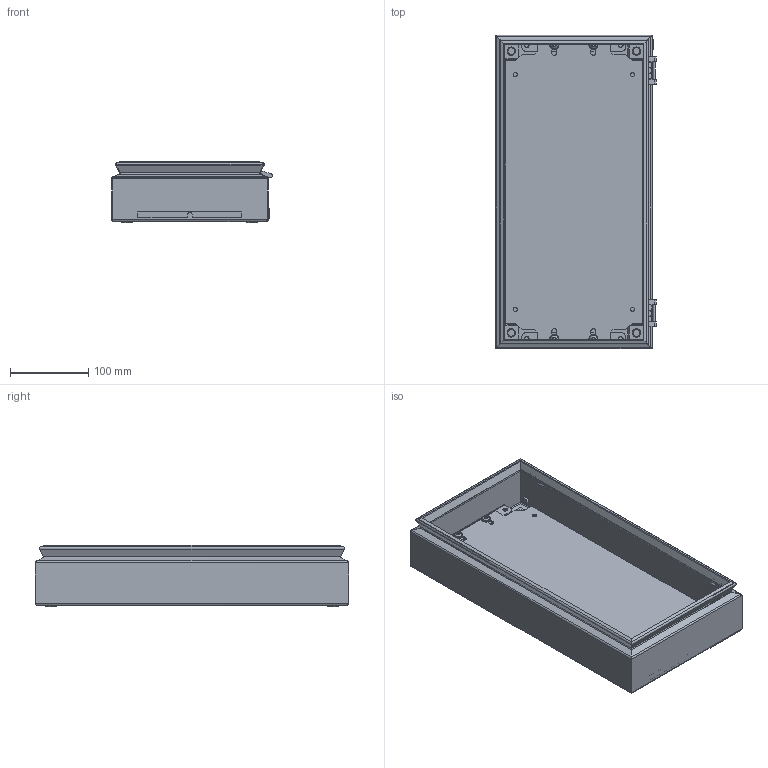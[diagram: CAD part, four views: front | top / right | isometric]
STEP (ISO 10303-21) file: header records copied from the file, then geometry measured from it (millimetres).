
FILE_DESCRIPTION(('FreeCAD Model'),'2;1');
FILE_NAME('Open CASCADE Shape Model','2022-09-07T22:41:46',(''),(''), 'Open CASCADE STEP processor 7.5','FreeCAD','Unknown');
FILE_SCHEMA(('AUTOMOTIVE_DESIGN { 1 0 10303 214 1 1 1 1 }'));
Length unit declared in the file: millimetre
Products named in the file (7): Unnamed; 1547.000_2 (1)001; 1547.000_1 (1); 1547.000_5 (1); 2XXX(1)003; 0000-00075415(1); 1547.000_ST(1)001
Assembly tree (11 placements, depth 2):
  Unnamed
    1547.000_2 (1)001  x2
    1547.000_1 (1)
    1547.000_5 (1)
    2XXX(1)003  x4
    0000-00075415(1)
    1547.000_ST(1)001  x2
Bounding box: 205.5 x 400 x 78 mm (x, y, z)
Volume: 371289.7 mm3; surface area: 513705 mm2
Topology: 11 solids, 11 shells, 573 faces, 1327 edges, 809 vertices
Faces by surface type: plane 253, cylinder 230, torus 38, cone 32, sphere 16, revolution 4
Full cylindrical faces by diameter (mm): 3 x2, 3.05 x4, 3.571 x2, 4 x4, 4.4 x2, 4.6 x14, 5 x4, 5.2 x4, 5.4 x4, 6.2 x14, 6.8 x4, 8 x2, 8.4 x2, 8.7 x1, 9 x1, 9.25 x4, 10.1 x1, 10.7 x4, 11.2 x4, 11.5 x4, 13 x1
Entity records: 11793 total; most frequent: CARTESIAN_POINT 2246, DIRECTION 1993, ORIENTED_EDGE 1874, EDGE_CURVE 937, AXIS2_PLACEMENT_3D 758, VERTEX_POINT 582, FACE_BOUND 481, EDGE_LOOP 481
